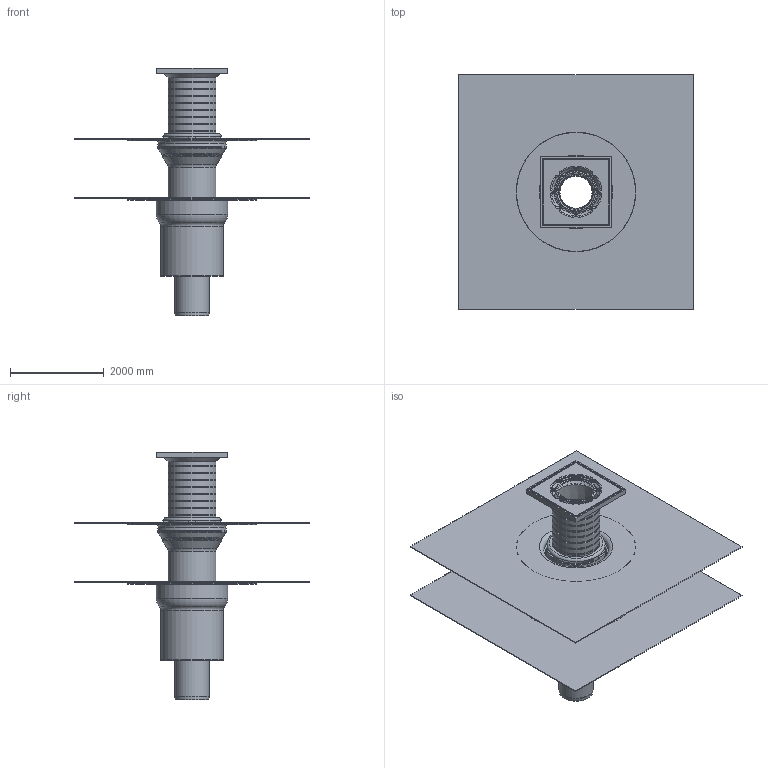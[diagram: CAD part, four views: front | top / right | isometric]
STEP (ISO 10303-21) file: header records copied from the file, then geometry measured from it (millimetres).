
FILE_DESCRIPTION(/* description */ (''),/* implementation_level */ '2;1');
FILE_NAME(/* name */ '16399.070X_3D.stp',/* time_stamp */ '2025-01-06T10:03:18+01:00',/* author */ ('c.rudolph'),/* organization */ (''),/* preprocessor_version */ 'ST-DEVELOPER v20',/* originating_system */ 'AutoCAD Mechanical',/* authorisation */ '');
FILE_SCHEMA (('AUTOMOTIVE_DESIGN { 1 0 10303 214 3 1 1 }'));
Length unit declared in the file: centimetre
Products named in the file (2): Product; *S0
Assembly tree (1 placements, depth 2):
  Product
    *S0
Bounding box: 5000 x 5000 x 5276.83 mm (x, y, z)
Volume: 2626125530.1 mm3; surface area: 209912174.1 mm2
Topology: 18 solids, 20 shells, 563 faces, 1314 edges, 832 vertices
Faces by surface type: cylinder 169, plane 168, torus 147, cone 71, sphere 8
Full cylindrical faces by diameter (mm): 35 x4, 80 x4, 105 x1, 698 x2, 730 x5, 750 x1, 780 x1, 960 x1, 980 x1, 1010 x8, 1020 x10, 1024 x1, 1140 x1, 1150 x2, 1160 x4, 1180 x2, 1200 x6, 1212.246 x1, 1280 x2, 1330 x2, 1400 x4, 1430 x4, 1460 x3, 1469.995 x2, 1519.995 x1
Entity records: 16891 total; most frequent: CARTESIAN_POINT 3200, DIRECTION 3199, ORIENTED_EDGE 2626, AXIS2_PLACEMENT_3D 1383, EDGE_CURVE 1313, VERTEX_POINT 830, CIRCLE 801, EDGE_LOOP 661
